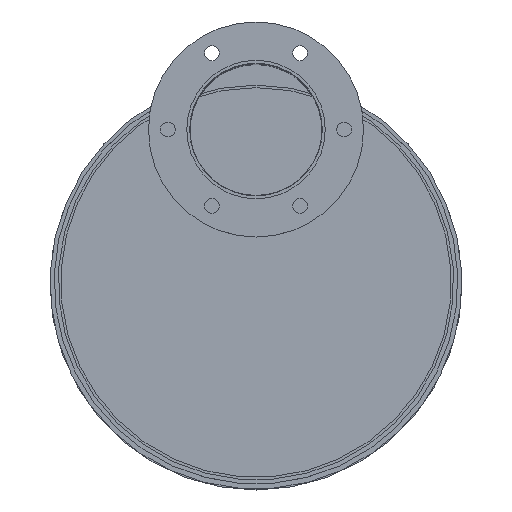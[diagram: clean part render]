
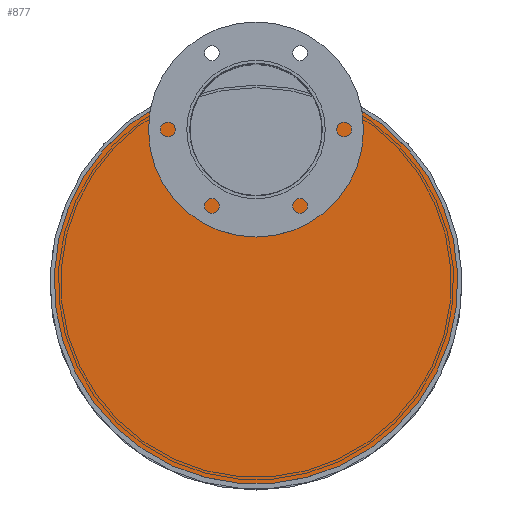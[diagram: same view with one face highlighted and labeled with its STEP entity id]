
A CAD part, top view. The second image highlights one B-rep face of the part: STEP entity #877.
In plain terms, the highlighted planar face has unit normal (0, 0, 1).
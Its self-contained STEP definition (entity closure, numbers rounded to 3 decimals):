
#73=PLANE('',#1018);
#149=FACE_BOUND('',#341,.T.);
#207=FACE_OUTER_BOUND('',#340,.T.);
#340=EDGE_LOOP('',(#745,#746));
#341=EDGE_LOOP('',(#747));
#422=CIRCLE('',#1009,85.);
#425=CIRCLE('',#1013,245.);
#426=CIRCLE('',#1015,94.);
#502=VERTEX_POINT('',#1512);
#504=VERTEX_POINT('',#1517);
#507=VERTEX_POINT('',#1522);
#584=EDGE_CURVE('',#502,#502,#422,.T.);
#589=EDGE_CURVE('',#507,#504,#425,.T.);
#590=EDGE_CURVE('',#504,#507,#426,.T.);
#745=ORIENTED_EDGE('',*,*,#589,.F.);
#746=ORIENTED_EDGE('',*,*,#590,.F.);
#747=ORIENTED_EDGE('',*,*,#584,.T.);
#877=ADVANCED_FACE('',(#207,#149),#73,.F.);
#1009=AXIS2_PLACEMENT_3D('',#1513,#1261,#1262);
#1013=AXIS2_PLACEMENT_3D('',#1524,#1271,#1272);
#1015=AXIS2_PLACEMENT_3D('',#1526,#1275,#1276);
#1018=AXIS2_PLACEMENT_3D('',#1529,#1281,#1282);
#1261=DIRECTION('center_axis',(0.,0.,-1.));
#1262=DIRECTION('ref_axis',(-1.,0.,0.));
#1271=DIRECTION('center_axis',(0.,0.,-1.));
#1272=DIRECTION('ref_axis',(-1.,0.,0.));
#1275=DIRECTION('center_axis',(0.,0.,-1.));
#1276=DIRECTION('ref_axis',(-1.,0.,0.));
#1281=DIRECTION('center_axis',(0.,0.,-1.));
#1282=DIRECTION('ref_axis',(0.,-1.,0.));
#1512=CARTESIAN_POINT('',(85.,185.,1355.));
#1513=CARTESIAN_POINT('Origin',(0.,185.,1355.));
#1517=CARTESIAN_POINT('',(-82.06,230.849,1355.));
#1522=CARTESIAN_POINT('',(82.06,230.849,1355.));
#1524=CARTESIAN_POINT('Origin',(0.,0.,1355.));
#1526=CARTESIAN_POINT('Origin',(0.,185.,1355.));
#1529=CARTESIAN_POINT('Origin',(0.,0.,1355.));
